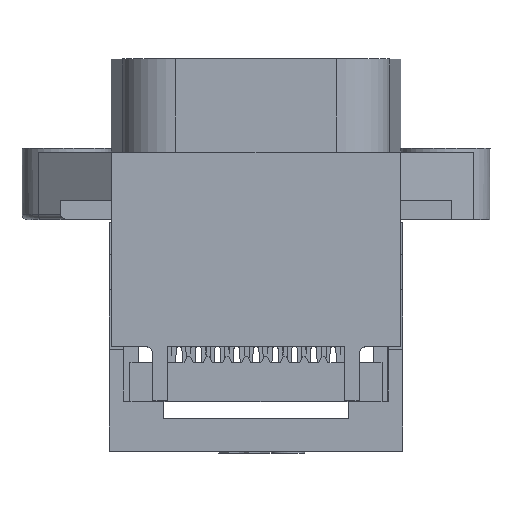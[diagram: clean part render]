
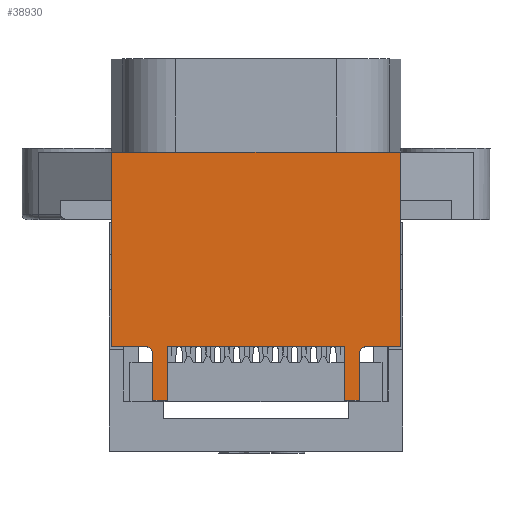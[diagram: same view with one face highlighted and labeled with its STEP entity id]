
A CAD part, top view. The second image highlights one B-rep face of the part: STEP entity #38930.
In plain terms, the highlighted planar face has unit normal (0, 0, 1).
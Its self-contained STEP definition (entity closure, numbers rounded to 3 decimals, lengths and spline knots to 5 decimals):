
#2580=FACE_OUTER_BOUND('',#4523,.T.);
#4523=EDGE_LOOP('',(#33655,#33656,#33657,#33658,#33659,#33660,#33661,#33662,
#33663,#33664,#33665,#33666,#33667,#33668,#33669,#33670));
#5539=CIRCLE('',#41740,0.02);
#5543=CIRCLE('',#41748,0.02);
#9590=LINE('',#63050,#13916);
#9593=LINE('',#63062,#13919);
#9612=LINE('',#63099,#13938);
#9616=LINE('',#63107,#13942);
#9696=LINE('',#63262,#14022);
#9698=LINE('',#63265,#14024);
#9706=LINE('',#63280,#14032);
#9707=LINE('',#63283,#14033);
#9709=LINE('',#63286,#14035);
#9719=LINE('',#63306,#14045);
#9732=LINE('',#63332,#14058);
#9756=LINE('',#63377,#14082);
#9874=LINE('',#63642,#14200);
#9875=LINE('',#63643,#14201);
#13916=VECTOR('',#51479,0.3937);
#13919=VECTOR('',#51490,0.3937);
#13938=VECTOR('',#51509,0.3937);
#13942=VECTOR('',#51513,0.3937);
#14022=VECTOR('',#51619,0.3937);
#14024=VECTOR('',#51623,0.3937);
#14032=VECTOR('',#51641,0.3937);
#14033=VECTOR('',#51644,0.3937);
#14035=VECTOR('',#51648,0.3937);
#14045=VECTOR('',#51666,0.3937);
#14058=VECTOR('',#51689,0.3937);
#14082=VECTOR('',#51727,0.3937);
#14200=VECTOR('',#52043,0.3937);
#14201=VECTOR('',#52044,0.3937);
#17051=VERTEX_POINT('',#63041);
#17052=VERTEX_POINT('',#63043);
#17053=VERTEX_POINT('',#63048);
#17058=VERTEX_POINT('',#63061);
#17075=VERTEX_POINT('',#63096);
#17076=VERTEX_POINT('',#63098);
#17079=VERTEX_POINT('',#63104);
#17080=VERTEX_POINT('',#63106);
#17136=VERTEX_POINT('',#63231);
#17142=VERTEX_POINT('',#63261);
#17144=VERTEX_POINT('',#63278);
#17145=VERTEX_POINT('',#63282);
#17151=VERTEX_POINT('',#63304);
#17159=VERTEX_POINT('',#63330);
#17173=VERTEX_POINT('',#63376);
#17221=VERTEX_POINT('',#63641);
#22411=EDGE_CURVE('',#17051,#17052,#5539,.T.);
#22415=EDGE_CURVE('',#17051,#17053,#9590,.T.);
#22420=EDGE_CURVE('',#17052,#17058,#9593,.T.);
#22439=EDGE_CURVE('',#17075,#17076,#9612,.T.);
#22443=EDGE_CURVE('',#17079,#17080,#9616,.T.);
#22511=EDGE_CURVE('',#17076,#17136,#5543,.T.);
#22527=EDGE_CURVE('',#17080,#17142,#9696,.T.);
#22529=EDGE_CURVE('',#17142,#17053,#9698,.T.);
#22537=EDGE_CURVE('',#17079,#17144,#9706,.T.);
#22538=EDGE_CURVE('',#17136,#17145,#9707,.T.);
#22540=EDGE_CURVE('',#17145,#17144,#9709,.T.);
#22550=EDGE_CURVE('',#17151,#17058,#9719,.T.);
#22563=EDGE_CURVE('',#17159,#17075,#9732,.T.);
#22587=EDGE_CURVE('',#17173,#17151,#9756,.T.);
#22715=EDGE_CURVE('',#17221,#17159,#9874,.T.);
#22716=EDGE_CURVE('',#17173,#17221,#9875,.T.);
#33655=ORIENTED_EDGE('',*,*,#22439,.F.);
#33656=ORIENTED_EDGE('',*,*,#22563,.F.);
#33657=ORIENTED_EDGE('',*,*,#22715,.F.);
#33658=ORIENTED_EDGE('',*,*,#22716,.F.);
#33659=ORIENTED_EDGE('',*,*,#22587,.T.);
#33660=ORIENTED_EDGE('',*,*,#22550,.T.);
#33661=ORIENTED_EDGE('',*,*,#22420,.F.);
#33662=ORIENTED_EDGE('',*,*,#22411,.F.);
#33663=ORIENTED_EDGE('',*,*,#22415,.T.);
#33664=ORIENTED_EDGE('',*,*,#22529,.F.);
#33665=ORIENTED_EDGE('',*,*,#22527,.F.);
#33666=ORIENTED_EDGE('',*,*,#22443,.F.);
#33667=ORIENTED_EDGE('',*,*,#22537,.T.);
#33668=ORIENTED_EDGE('',*,*,#22540,.F.);
#33669=ORIENTED_EDGE('',*,*,#22538,.F.);
#33670=ORIENTED_EDGE('',*,*,#22511,.F.);
#35169=PLANE('',#41881);
#38930=ADVANCED_FACE('',(#2580),#35169,.T.);
#41740=AXIS2_PLACEMENT_3D('',#63044,#51472,#51473);
#41748=AXIS2_PLACEMENT_3D('',#63232,#51584,#51585);
#41881=AXIS2_PLACEMENT_3D('',#63640,#52041,#52042);
#51472=DIRECTION('center_axis',(0.,0.,1.));
#51473=DIRECTION('ref_axis',(0.707,0.707,0.));
#51479=DIRECTION('',(0.,-1.,0.));
#51490=DIRECTION('',(-1.,0.,0.));
#51509=DIRECTION('',(-1.,0.,0.));
#51513=DIRECTION('',(-1.,0.,0.));
#51584=DIRECTION('center_axis',(0.,0.,1.));
#51585=DIRECTION('ref_axis',(-0.707,0.707,0.));
#51619=DIRECTION('',(0.,-1.,0.));
#51623=DIRECTION('',(-1.,0.,0.));
#51641=DIRECTION('',(0.,-1.,0.));
#51644=DIRECTION('',(0.,-1.,0.));
#51648=DIRECTION('',(-1.,0.,0.));
#51666=DIRECTION('',(0.,-1.,0.));
#51689=DIRECTION('',(0.,-1.,0.));
#51727=DIRECTION('',(0.,-1.,0.));
#52041=DIRECTION('center_axis',(0.,0.,1.));
#52042=DIRECTION('ref_axis',(-1.,0.,0.));
#52043=DIRECTION('',(0.,-1.,0.));
#52044=DIRECTION('',(1.,0.,0.));
#63041=CARTESIAN_POINT('',(-0.4375,-0.2701,0.247));
#63043=CARTESIAN_POINT('',(-0.4575,-0.2501,0.247));
#63044=CARTESIAN_POINT('Origin',(-0.4575,-0.2701,
0.247));
#63048=CARTESIAN_POINT('',(-0.4375,-0.3901,0.247));
#63050=CARTESIAN_POINT('',(-0.4375,-0.2501,0.247));
#63061=CARTESIAN_POINT('',(-0.5445,-0.2501,0.247));
#63062=CARTESIAN_POINT('',(-0.5445,-0.2501,0.247));
#63096=CARTESIAN_POINT('',(0.2055,-0.2501,0.247));
#63098=CARTESIAN_POINT('',(0.1185,-0.2501,0.247));
#63099=CARTESIAN_POINT('',(-0.5445,-0.2501,0.247));
#63104=CARTESIAN_POINT('',(0.0605,-0.2501,0.247));
#63106=CARTESIAN_POINT('',(-0.3995,-0.2501,0.247));
#63107=CARTESIAN_POINT('',(-0.5445,-0.2501,0.247));
#63231=CARTESIAN_POINT('',(0.0985,-0.2701,0.247));
#63232=CARTESIAN_POINT('Origin',(0.1185,-0.2701,0.247));
#63261=CARTESIAN_POINT('',(-0.3995,-0.3901,0.247));
#63262=CARTESIAN_POINT('',(-0.3995,-0.2501,0.247));
#63265=CARTESIAN_POINT('',(0.2055,-0.3901,0.247));
#63278=CARTESIAN_POINT('',(0.0605,-0.3901,0.247));
#63280=CARTESIAN_POINT('',(0.0605,-0.2501,0.247));
#63282=CARTESIAN_POINT('',(0.0985,-0.3901,0.247));
#63283=CARTESIAN_POINT('',(0.0985,-0.2501,0.247));
#63286=CARTESIAN_POINT('',(0.2055,-0.3901,0.247));
#63304=CARTESIAN_POINT('',(-0.5445,0.1299,0.247));
#63306=CARTESIAN_POINT('',(-0.5445,0.1299,0.247));
#63330=CARTESIAN_POINT('',(0.2055,0.1299,0.247));
#63332=CARTESIAN_POINT('',(0.2055,0.1299,0.247));
#63376=CARTESIAN_POINT('',(-0.5445,0.2549,0.247));
#63377=CARTESIAN_POINT('',(-0.5445,0.2549,0.247));
#63640=CARTESIAN_POINT('Origin',(0.2055,0.2549,0.247));
#63641=CARTESIAN_POINT('',(0.2055,0.2549,0.247));
#63642=CARTESIAN_POINT('',(0.2055,0.2549,0.247));
#63643=CARTESIAN_POINT('',(-0.5445,0.2549,0.247));
